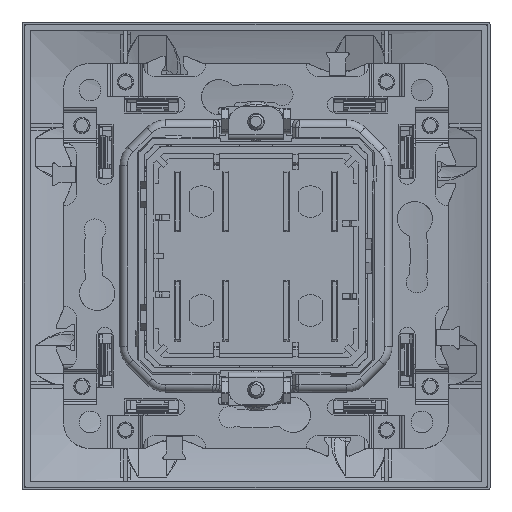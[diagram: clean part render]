
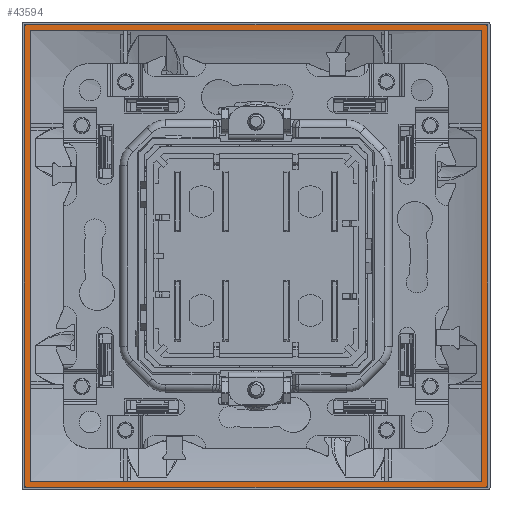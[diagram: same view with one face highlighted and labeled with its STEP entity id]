
A CAD part, top view. The second image highlights one B-rep face of the part: STEP entity #43594.
In plain terms, the highlighted planar face has unit normal (0, 0, 1).
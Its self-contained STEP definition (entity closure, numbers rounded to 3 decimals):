
#1223 = LINE ( 'NONE', #78303, #72483 ) ;
#1296 = LINE ( 'NONE', #3442, #99531 ) ;
#3442 = CARTESIAN_POINT ( 'NONE',  ( 41.995, -1131.531, 5.687 ) ) ;
#3478 = VERTEX_POINT ( 'NONE', #7845 ) ;
#5407 = CARTESIAN_POINT ( 'NONE',  ( 41., -1130.735, 5.687 ) ) ;
#5429 = CARTESIAN_POINT ( 'NONE',  ( 41.901, -1046.762, 5.687 ) ) ;
#6853 = CARTESIAN_POINT ( 'NONE',  ( 41.995, -1046.94, 5.687 ) ) ;
#6861 = CARTESIAN_POINT ( 'NONE',  ( -0.5, -1089.235, 5.687 ) ) ;
#7845 = CARTESIAN_POINT ( 'NONE',  ( -42., -1047.735, 5.687 ) ) ;
#7852 = LINE ( 'NONE', #38877, #91610 ) ;
#10378 = VERTEX_POINT ( 'NONE', #5407 ) ;
#11487 = ORIENTED_EDGE ( 'NONE', *, *, #122796, .T. ) ;
#11839 = EDGE_CURVE ( 'NONE', #120973, #119507, #1223, .T. ) ;
#15515 = CARTESIAN_POINT ( 'NONE',  ( -42.973, -1046.834, 5.687 ) ) ;
#16246 = CARTESIAN_POINT ( 'NONE',  ( -42.9, -1046.763, 5.687 ) ) ;
#16280 = CARTESIAN_POINT ( 'NONE',  ( -42., -1047.735, 5.687 ) ) ;
#16956 = FACE_BOUND ( 'NONE', #35696, .T. ) ;
#18362 = CARTESIAN_POINT ( 'NONE',  ( 41.85, -1046.74, 5.687 ) ) ;
#19522 = CARTESIAN_POINT ( 'NONE',  ( 41.995, -1131.531, 5.687 ) ) ;
#20043 = VERTEX_POINT ( 'NONE', #137382 ) ;
#20210 = VECTOR ( 'NONE', #125584, 1000. ) ;
#20784 = ORIENTED_EDGE ( 'NONE', *, *, #27709, .F. ) ;
#22594 = CARTESIAN_POINT ( 'NONE',  ( 41., -1047.735, 5.687 ) ) ;
#22773 = CARTESIAN_POINT ( 'NONE',  ( -42., -1130.735, 5.687 ) ) ;
#26499 = ORIENTED_EDGE ( 'NONE', *, *, #123297, .T. ) ;
#27505 = CARTESIAN_POINT ( 'NONE',  ( 41.795, -1131.73, 5.687 ) ) ;
#27709 = EDGE_CURVE ( 'NONE', #10378, #20043, #93268, .T. ) ;
#28421 = VERTEX_POINT ( 'NONE', #92213 ) ;
#28824 = EDGE_CURVE ( 'NONE', #119507, #28421, #141291, .T. ) ;
#28854 = EDGE_CURVE ( 'NONE', #93872, #120973, #72618, .T. ) ;
#29591 = ORIENTED_EDGE ( 'NONE', *, *, #28854, .T. ) ;
#34286 = B_SPLINE_CURVE_WITH_KNOTS ( 'NONE', 3,
 ( #27505, #49817, #51257, #117558, #139880, #19522 ),
 .UNSPECIFIED., .F., .F.,
 ( 4, 2, 4 ),
 ( 0., 0.5, 1. ),
 .UNSPECIFIED. ) ;
#35696 = EDGE_LOOP ( 'NONE', ( #113753, #74402, #20784, #110341 ) ) ;
#37520 = ORIENTED_EDGE ( 'NONE', *, *, #106261, .T. ) ;
#37743 = CARTESIAN_POINT ( 'NONE',  ( 41.795, -1046.74, 5.687 ) ) ;
#38573 = FACE_OUTER_BOUND ( 'NONE', #120100, .T. ) ;
#38877 = CARTESIAN_POINT ( 'NONE',  ( -42., -1130.735, 5.687 ) ) ;
#38919 = VECTOR ( 'NONE', #60208, 1000. ) ;
#43594 = ADVANCED_FACE ( 'NONE', ( #38573, #16956 ), #138016, .F. ) ;
#45979 = DIRECTION ( 'NONE',  ( 0., 1., 0. ) ) ;
#47496 = CARTESIAN_POINT ( 'NONE',  ( -42.995, -1131.531, 5.687 ) ) ;
#47650 = CARTESIAN_POINT ( 'NONE',  ( 41.995, -1046.94, 5.687 ) ) ;
#49360 = CARTESIAN_POINT ( 'NONE',  ( 41.795, -1046.74, 5.687 ) ) ;
#49817 = CARTESIAN_POINT ( 'NONE',  ( 41.849, -1131.73, 5.687 ) ) ;
#50256 = VERTEX_POINT ( 'NONE', #68048 ) ;
#51257 = CARTESIAN_POINT ( 'NONE',  ( 41.9, -1131.708, 5.687 ) ) ;
#52939 = EDGE_CURVE ( 'NONE', #3478, #89620, #125789, .T. ) ;
#55278 = DIRECTION ( 'NONE',  ( -1., 0., 0. ) ) ;
#58991 = CARTESIAN_POINT ( 'NONE',  ( -42.795, -1131.73, 5.687 ) ) ;
#59614 = ORIENTED_EDGE ( 'NONE', *, *, #131985, .T. ) ;
#60175 = CARTESIAN_POINT ( 'NONE',  ( -42.995, -1046.885, 5.687 ) ) ;
#60208 = DIRECTION ( 'NONE',  ( 0., -1., 0. ) ) ;
#61567 = CARTESIAN_POINT ( 'NONE',  ( 41., -1130.735, 5.687 ) ) ;
#62711 = ORIENTED_EDGE ( 'NONE', *, *, #94543, .T. ) ;
#67776 = ORIENTED_EDGE ( 'NONE', *, *, #11839, .T. ) ;
#68048 = CARTESIAN_POINT ( 'NONE',  ( -42.995, -1131.531, 5.687 ) ) ;
#71455 = B_SPLINE_CURVE_WITH_KNOTS ( 'NONE', 3,
 ( #47496, #111669, #113789, #102238, #79906, #58991 ),
 .UNSPECIFIED., .F., .F.,
 ( 4, 2, 4 ),
 ( 0., 0.5, 1. ),
 .UNSPECIFIED. ) ;
#72392 = CARTESIAN_POINT ( 'NONE',  ( -42.995, -1046.94, 5.687 ) ) ;
#72401 = DIRECTION ( 'NONE',  ( 0., 0., -1. ) ) ;
#72483 = VECTOR ( 'NONE', #55278, 1000. ) ;
#72618 = B_SPLINE_CURVE_WITH_KNOTS ( 'NONE', 3,
 ( #6853, #94010, #83918, #5429, #18362, #49360 ),
 .UNSPECIFIED., .F., .F.,
 ( 4, 2, 4 ),
 ( 0., 0.5, 1. ),
 .UNSPECIFIED. ) ;
#74402 = ORIENTED_EDGE ( 'NONE', *, *, #129233, .F. ) ;
#76154 = DIRECTION ( 'NONE',  ( 0., -1., 0. ) ) ;
#77151 = VERTEX_POINT ( 'NONE', #117168 ) ;
#78303 = CARTESIAN_POINT ( 'NONE',  ( 41.795, -1046.74, 5.687 ) ) ;
#79906 = CARTESIAN_POINT ( 'NONE',  ( -42.85, -1131.73, 5.687 ) ) ;
#83805 = VECTOR ( 'NONE', #76154, 1000. ) ;
#83918 = CARTESIAN_POINT ( 'NONE',  ( 41.973, -1046.835, 5.687 ) ) ;
#83928 = DIRECTION ( 'NONE',  ( 0., -1., 0. ) ) ;
#86260 = LINE ( 'NONE', #109309, #83805 ) ;
#86875 = LINE ( 'NONE', #130880, #137809 ) ;
#88693 = VERTEX_POINT ( 'NONE', #131392 ) ;
#89620 = VERTEX_POINT ( 'NONE', #22773 ) ;
#91610 = VECTOR ( 'NONE', #93587, 1000. ) ;
#92213 = CARTESIAN_POINT ( 'NONE',  ( -42.995, -1046.94, 5.687 ) ) ;
#93268 = LINE ( 'NONE', #61567, #118890 ) ;
#93587 = DIRECTION ( 'NONE',  ( 1., 0., 0. ) ) ;
#93872 = VERTEX_POINT ( 'NONE', #47650 ) ;
#94010 = CARTESIAN_POINT ( 'NONE',  ( 41.995, -1046.886, 5.687 ) ) ;
#94543 = EDGE_CURVE ( 'NONE', #28421, #50256, #86260, .T. ) ;
#99531 = VECTOR ( 'NONE', #45979, 1000. ) ;
#102238 = CARTESIAN_POINT ( 'NONE',  ( -42.901, -1131.708, 5.687 ) ) ;
#104820 = CARTESIAN_POINT ( 'NONE',  ( -42.849, -1046.74, 5.687 ) ) ;
#106200 = AXIS2_PLACEMENT_3D ( 'NONE', #6861, #72401, #83928 ) ;
#106261 = EDGE_CURVE ( 'NONE', #125770, #77151, #34286, .T. ) ;
#106464 = EDGE_CURVE ( 'NONE', #89620, #10378, #7852, .T. ) ;
#107837 = DIRECTION ( 'NONE',  ( 1., 0., 0. ) ) ;
#109309 = CARTESIAN_POINT ( 'NONE',  ( -42.995, -1046.94, 5.687 ) ) ;
#110341 = ORIENTED_EDGE ( 'NONE', *, *, #106464, .F. ) ;
#111669 = CARTESIAN_POINT ( 'NONE',  ( -42.995, -1131.584, 5.687 ) ) ;
#113753 = ORIENTED_EDGE ( 'NONE', *, *, #52939, .F. ) ;
#113789 = CARTESIAN_POINT ( 'NONE',  ( -42.973, -1131.636, 5.687 ) ) ;
#114963 = CARTESIAN_POINT ( 'NONE',  ( -42.795, -1046.74, 5.687 ) ) ;
#117168 = CARTESIAN_POINT ( 'NONE',  ( 41.995, -1131.531, 5.687 ) ) ;
#117558 = CARTESIAN_POINT ( 'NONE',  ( 41.973, -1131.636, 5.687 ) ) ;
#117689 = ORIENTED_EDGE ( 'NONE', *, *, #28824, .T. ) ;
#118890 = VECTOR ( 'NONE', #137978, 1000. ) ;
#119507 = VERTEX_POINT ( 'NONE', #134632 ) ;
#120100 = EDGE_LOOP ( 'NONE', ( #26499, #29591, #67776, #117689, #62711, #11487, #59614, #37520 ) ) ;
#120973 = VERTEX_POINT ( 'NONE', #37743 ) ;
#121297 = LINE ( 'NONE', #22594, #20210 ) ;
#122796 = EDGE_CURVE ( 'NONE', #50256, #88693, #71455, .T. ) ;
#123297 = EDGE_CURVE ( 'NONE', #77151, #93872, #1296, .T. ) ;
#124735 = CARTESIAN_POINT ( 'NONE',  ( 41.795, -1131.73, 5.687 ) ) ;
#125584 = DIRECTION ( 'NONE',  ( -1., 0., 0. ) ) ;
#125770 = VERTEX_POINT ( 'NONE', #124735 ) ;
#125789 = LINE ( 'NONE', #16280, #38919 ) ;
#129233 = EDGE_CURVE ( 'NONE', #20043, #3478, #121297, .T. ) ;
#130880 = CARTESIAN_POINT ( 'NONE',  ( -42.795, -1131.73, 5.687 ) ) ;
#131392 = CARTESIAN_POINT ( 'NONE',  ( -42.795, -1131.73, 5.687 ) ) ;
#131985 = EDGE_CURVE ( 'NONE', #88693, #125770, #86875, .T. ) ;
#134632 = CARTESIAN_POINT ( 'NONE',  ( -42.795, -1046.74, 5.687 ) ) ;
#137382 = CARTESIAN_POINT ( 'NONE',  ( 41., -1047.735, 5.687 ) ) ;
#137809 = VECTOR ( 'NONE', #107837, 1000. ) ;
#137978 = DIRECTION ( 'NONE',  ( 0., 1., 0. ) ) ;
#138016 = PLANE ( 'NONE',  #106200 ) ;
#139880 = CARTESIAN_POINT ( 'NONE',  ( 41.995, -1131.586, 5.687 ) ) ;
#141291 = B_SPLINE_CURVE_WITH_KNOTS ( 'NONE', 3,
 ( #114963, #104820, #16246, #15515, #60175, #72392 ),
 .UNSPECIFIED., .F., .F.,
 ( 4, 2, 4 ),
 ( 0., 0.5, 1. ),
 .UNSPECIFIED. ) ;
